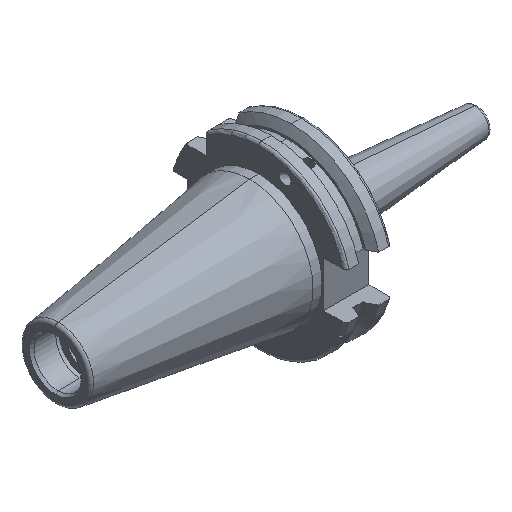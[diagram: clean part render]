
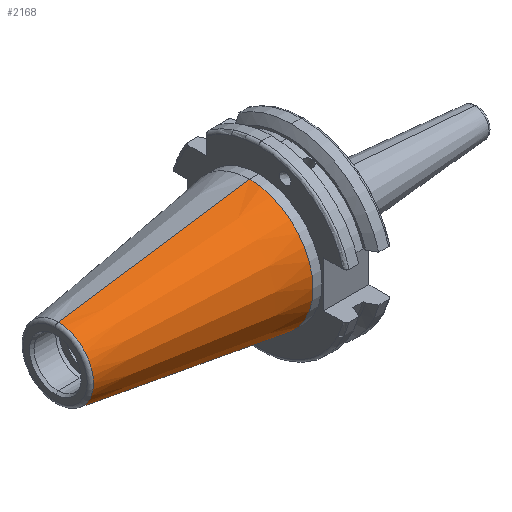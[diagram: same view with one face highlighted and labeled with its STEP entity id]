
A CAD part, isometric view. The second image highlights one B-rep face of the part: STEP entity #2168.
In plain terms, the highlighted conical face has half-angle 8.297 degrees and reference radius 22.225 mm.
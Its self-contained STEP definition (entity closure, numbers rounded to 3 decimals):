
#365 = VECTOR ( 'NONE', #742, 1000. ) ;
#600 = DIRECTION ( 'NONE',  ( 0.99, 0., 0.144 ) ) ;
#645 = VERTEX_POINT ( 'NONE', #4725 ) ;
#725 = CARTESIAN_POINT ( 'NONE',  ( 0., 0., -22.225 ) ) ;
#742 = DIRECTION ( 'NONE',  ( 0.99, 0., -0.144 ) ) ;
#844 = ORIENTED_EDGE ( 'NONE', *, *, #1825, .T. ) ;
#993 = CONICAL_SURFACE ( 'NONE', #4094, 22.225, 0.145 ) ;
#1031 = LINE ( 'NONE', #3452, #4282 ) ;
#1056 = CIRCLE ( 'NONE', #2276, 22.225 ) ;
#1218 = CARTESIAN_POINT ( 'NONE',  ( -67.373, 0., 12.4 ) ) ;
#1387 = DIRECTION ( 'NONE',  ( 0., 0., -1. ) ) ;
#1410 = EDGE_CURVE ( 'NONE', #2261, #645, #1056, .T. ) ;
#1452 = CARTESIAN_POINT ( 'NONE',  ( 0., 0., -22.225 ) ) ;
#1534 = DIRECTION ( 'NONE',  ( -1., 0., 0. ) ) ;
#1682 = CARTESIAN_POINT ( 'NONE',  ( -67.373, 0., -12.4 ) ) ;
#1825 = EDGE_CURVE ( 'NONE', #4952, #2261, #4680, .T. ) ;
#2108 = DIRECTION ( 'NONE',  ( -1., 0., 0. ) ) ;
#2168 = ADVANCED_FACE ( 'NONE', ( #3424 ), #993, .T. ) ;
#2261 = VERTEX_POINT ( 'NONE', #1452 ) ;
#2276 = AXIS2_PLACEMENT_3D ( 'NONE', #3969, #1534, #4378 ) ;
#2384 = ORIENTED_EDGE ( 'NONE', *, *, #3230, .F. ) ;
#3230 = EDGE_CURVE ( 'NONE', #4952, #4226, #4731, .T. ) ;
#3400 = EDGE_CURVE ( 'NONE', #4226, #645, #1031, .T. ) ;
#3424 = FACE_OUTER_BOUND ( 'NONE', #4983, .T. ) ;
#3452 = CARTESIAN_POINT ( 'NONE',  ( 0., 0., 22.225 ) ) ;
#3583 = ORIENTED_EDGE ( 'NONE', *, *, #3400, .F. ) ;
#3818 = DIRECTION ( 'NONE',  ( 1., 0., 0. ) ) ;
#3969 = CARTESIAN_POINT ( 'NONE',  ( 0., 0., 0. ) ) ;
#4062 = AXIS2_PLACEMENT_3D ( 'NONE', #4526, #2108, #4940 ) ;
#4094 = AXIS2_PLACEMENT_3D ( 'NONE', #4628, #3818, #1387 ) ;
#4226 = VERTEX_POINT ( 'NONE', #1218 ) ;
#4282 = VECTOR ( 'NONE', #600, 1000. ) ;
#4378 = DIRECTION ( 'NONE',  ( 0., 0., 1. ) ) ;
#4526 = CARTESIAN_POINT ( 'NONE',  ( -67.373, 0., 0. ) ) ;
#4628 = CARTESIAN_POINT ( 'NONE',  ( 0., 0., 0. ) ) ;
#4680 = LINE ( 'NONE', #725, #365 ) ;
#4725 = CARTESIAN_POINT ( 'NONE',  ( 0., 0., 22.225 ) ) ;
#4731 = CIRCLE ( 'NONE', #4062, 12.4 ) ;
#4840 = ORIENTED_EDGE ( 'NONE', *, *, #1410, .T. ) ;
#4940 = DIRECTION ( 'NONE',  ( 0., 0., 1. ) ) ;
#4952 = VERTEX_POINT ( 'NONE', #1682 ) ;
#4983 = EDGE_LOOP ( 'NONE', ( #3583, #2384, #844, #4840 ) ) ;
